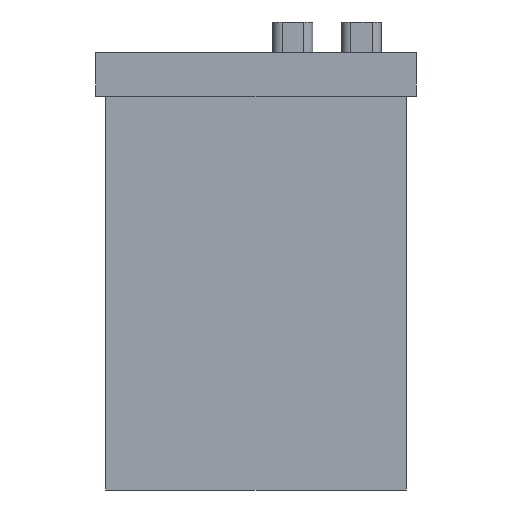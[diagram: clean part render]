
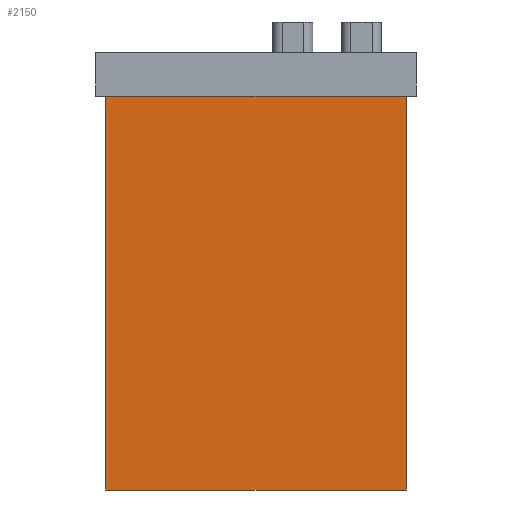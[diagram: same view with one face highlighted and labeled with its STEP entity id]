
A CAD part, front view. The second image highlights one B-rep face of the part: STEP entity #2150.
In plain terms, the highlighted face is planar.
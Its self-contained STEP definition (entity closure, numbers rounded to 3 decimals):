
#1500=CARTESIAN_POINT('',(-6.5,11.,-22.5));
#1510=DIRECTION('',(0.,0.,-1.));
#1520=VECTOR('',#1510,1.);
#1530=LINE('',#1500,#1520);
#1540=CARTESIAN_POINT('',(-6.5,11.,22.5));
#1550=VERTEX_POINT('',#1540);
#1560=CARTESIAN_POINT('',(-6.5,11.,-22.5));
#1570=VERTEX_POINT('',#1560);
#1580=EDGE_CURVE('',#1550,#1570,#1530,.T.);
#1850=CARTESIAN_POINT('',(-6.5,11.,22.5));
#1860=DIRECTION('',(0.,-1.,0.));
#1870=DIRECTION('',(0.,0.,-1.));
#1880=AXIS2_PLACEMENT_3D('',#1850,#1860,#1870);
#1890=PLANE('',#1880);
#1900=CARTESIAN_POINT('',(-6.5,11.,-22.5));
#1910=DIRECTION('',(-1.,0.,0.));
#1920=VECTOR('',#1910,1.);
#1930=LINE('',#1900,#1920);
#1940=CARTESIAN_POINT('',(-65.5,11.,-22.5));
#1950=VERTEX_POINT('',#1940);
#1960=EDGE_CURVE('',#1570,#1950,#1930,.T.);
#1970=ORIENTED_EDGE('',*,*,#1960,.T.);
#1980=ORIENTED_EDGE('',*,*,#1580,.T.);
#1990=CARTESIAN_POINT('',(-6.5,11.,22.5));
#2000=DIRECTION('',(-1.,0.,0.));
#2010=VECTOR('',#2000,1.);
#2020=LINE('',#1990,#2010);
#2030=CARTESIAN_POINT('',(-65.5,11.,22.5));
#2040=VERTEX_POINT('',#2030);
#2050=EDGE_CURVE('',#1550,#2040,#2020,.T.);
#2060=ORIENTED_EDGE('',*,*,#2050,.F.);
#2070=CARTESIAN_POINT('',(-65.5,11.,0.));
#2080=DIRECTION('',(0.,0.,1.));
#2090=VECTOR('',#2080,1.);
#2100=LINE('',#2070,#2090);
#2110=EDGE_CURVE('',#1950,#2040,#2100,.T.);
#2120=ORIENTED_EDGE('',*,*,#2110,.T.);
#2130=EDGE_LOOP('',(#2120,#2060,#1980,#1970));
#2140=FACE_OUTER_BOUND('',#2130,.T.);
#2150=ADVANCED_FACE('',(#2140),#1890,.F.);
